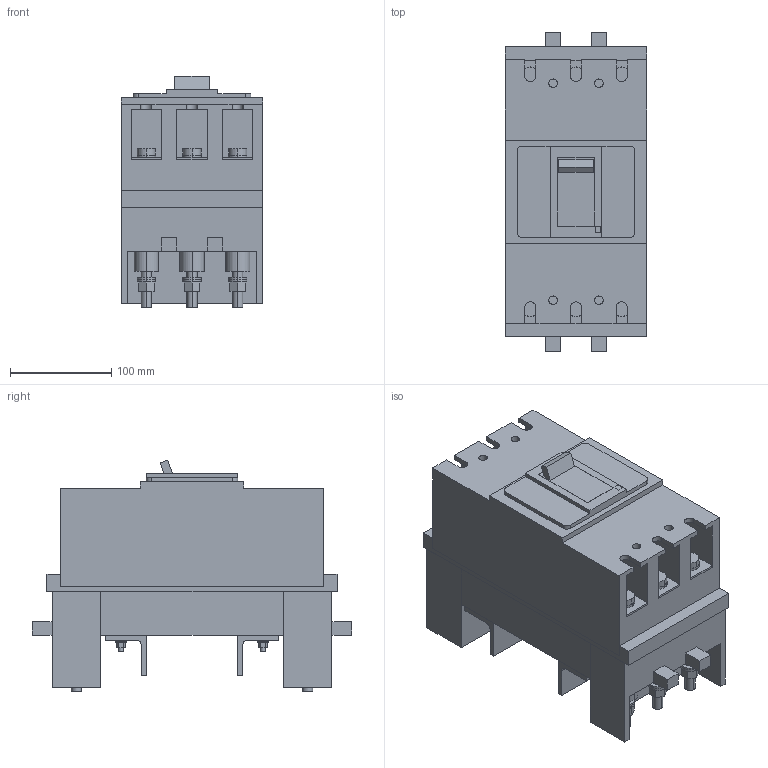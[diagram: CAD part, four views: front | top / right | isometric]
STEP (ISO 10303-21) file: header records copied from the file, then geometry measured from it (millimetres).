
FILE_DESCRIPTION(('CoCreate Modeling STEP Export'),'2;1');
FILE_NAME('Ｓ４００ＮＦ３Ｍ.stp','2016-05-31T15:32:14',(''),(''),'CoCreate Modeling STEP processor for AP214 (Solid Model)','CoCreate Modeling 17.0 01-Apr-2010 (C) Parametric Technology GmbH','');
FILE_SCHEMA(('AUTOMOTIVE_DESIGN { 1 0 10303 214 1 1 1 1 }'));
Length unit declared in the file: millimetre
Products named in the file (18): p1; p2; p3; p4.1; p4; p6; p5.3; p7; p8; p15.3; p14; p9; p10.1; p13; p12.5; p11.4; p16; Ｓ４００ＮＦ３Ｍ
Assembly tree (65 placements, depth 2):
  Ｓ４００ＮＦ３Ｍ
    p16  x4
    p11.4  x6
    p15.3  x6
    p14  x6
    p12.5  x6
    p10.1  x6
    p13  x6
    p9  x4
    p7  x4
    p8  x4
    p5.3  x4
    p6  x4
    p4
    p4.1
    p3
    p2
    p1
Bounding box: 140 x 315 x 228.5 mm (x, y, z)
Volume: 5377620.2 mm3; surface area: 649610.4 mm2
Topology: 65 solids, 65 shells, 700 faces, 1614 edges, 1076 vertices
Faces by surface type: plane 376, cylinder 324
Entity records: 10494 total; most frequent: ORIENTED_EDGE 1764, CARTESIAN_POINT 1648, DIRECTION 1549, EDGE_CURVE 882, VERTEX_POINT 588, VECTOR 571, LINE 571, AXIS2_PLACEMENT_3D 489
